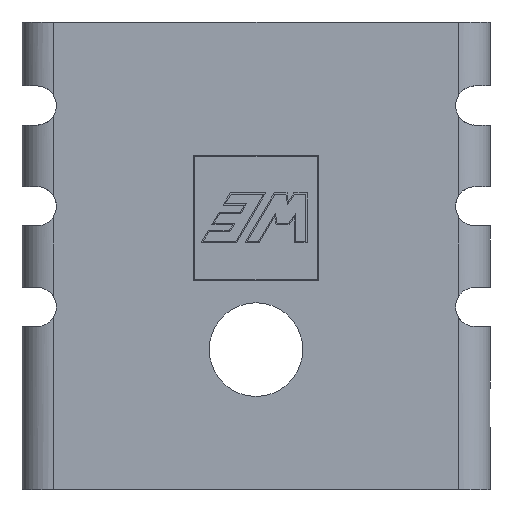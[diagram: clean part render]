
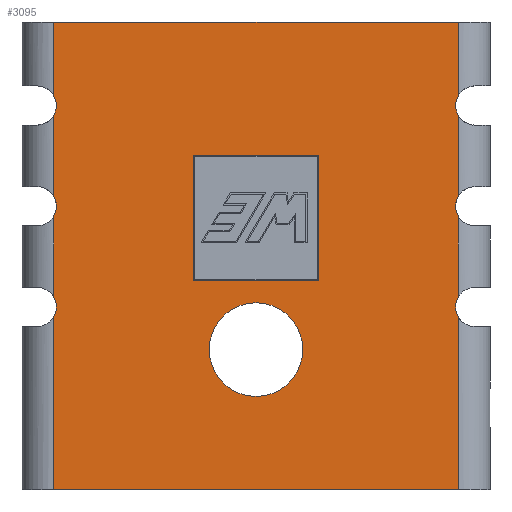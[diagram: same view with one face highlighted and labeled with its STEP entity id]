
A CAD part, front view. The second image highlights one B-rep face of the part: STEP entity #3095.
In plain terms, the highlighted planar face has unit normal (0, -1, 0).
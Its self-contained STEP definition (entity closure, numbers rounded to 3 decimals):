
#142=PLANE('',#3325);
#227=LINE('',#4362,#595);
#231=LINE('',#4371,#599);
#453=LINE('',#4968,#821);
#455=LINE('',#4972,#823);
#457=LINE('',#4976,#825);
#459=LINE('',#4980,#827);
#511=LINE('',#5085,#879);
#512=LINE('',#5086,#880);
#513=LINE('',#5087,#881);
#514=LINE('',#5088,#882);
#515=LINE('',#5089,#883);
#516=LINE('',#5090,#884);
#517=LINE('',#5091,#885);
#518=LINE('',#5092,#886);
#595=VECTOR('',#3504,1000.);
#599=VECTOR('',#3510,1000.);
#821=VECTOR('',#3946,1000.);
#823=VECTOR('',#3950,1000.);
#825=VECTOR('',#3954,1000.);
#827=VECTOR('',#3958,1000.);
#879=VECTOR('',#4066,1000.);
#880=VECTOR('',#4067,1000.);
#881=VECTOR('',#4068,1000.);
#882=VECTOR('',#4069,1000.);
#883=VECTOR('',#4070,1000.);
#884=VECTOR('',#4071,1000.);
#885=VECTOR('',#4072,1000.);
#886=VECTOR('',#4073,1000.);
#1537=ORIENTED_EDGE('',*,*,#2027,.T.);
#1538=ORIENTED_EDGE('',*,*,#1805,.T.);
#1539=ORIENTED_EDGE('',*,*,#1968,.T.);
#1540=ORIENTED_EDGE('',*,*,#1963,.T.);
#1541=ORIENTED_EDGE('',*,*,#2202,.F.);
#1542=ORIENTED_EDGE('',*,*,#1974,.T.);
#1543=ORIENTED_EDGE('',*,*,#1980,.T.);
#1544=ORIENTED_EDGE('',*,*,#2203,.F.);
#1545=ORIENTED_EDGE('',*,*,#1990,.T.);
#1546=ORIENTED_EDGE('',*,*,#1985,.T.);
#1547=ORIENTED_EDGE('',*,*,#2204,.F.);
#1548=ORIENTED_EDGE('',*,*,#1869,.F.);
#1549=ORIENTED_EDGE('',*,*,#2205,.F.);
#1550=ORIENTED_EDGE('',*,*,#2000,.T.);
#1551=ORIENTED_EDGE('',*,*,#1997,.T.);
#1552=ORIENTED_EDGE('',*,*,#2206,.F.);
#1553=ORIENTED_EDGE('',*,*,#2011,.T.);
#1554=ORIENTED_EDGE('',*,*,#2008,.T.);
#1555=ORIENTED_EDGE('',*,*,#2207,.F.);
#1556=ORIENTED_EDGE('',*,*,#2022,.T.);
#1557=ORIENTED_EDGE('',*,*,#2019,.T.);
#1558=ORIENTED_EDGE('',*,*,#2208,.F.);
#1559=ORIENTED_EDGE('',*,*,#1873,.F.);
#1560=ORIENTED_EDGE('',*,*,#2209,.F.);
#1561=ORIENTED_EDGE('',*,*,#2148,.T.);
#1562=ORIENTED_EDGE('',*,*,#2146,.T.);
#1563=ORIENTED_EDGE('',*,*,#2144,.T.);
#1564=ORIENTED_EDGE('',*,*,#2150,.T.);
#1805=EDGE_CURVE('',#2251,#2250,#2535,.T.);
#1869=EDGE_CURVE('',#2314,#2315,#227,.T.);
#1873=EDGE_CURVE('',#2318,#2319,#231,.T.);
#1963=EDGE_CURVE('',#2373,#2372,#2558,.T.);
#1968=EDGE_CURVE('',#2376,#2373,#2561,.T.);
#1974=EDGE_CURVE('',#2381,#2380,#2563,.T.);
#1980=EDGE_CURVE('',#2380,#2385,#2564,.T.);
#1985=EDGE_CURVE('',#2389,#2388,#2566,.T.);
#1990=EDGE_CURVE('',#2392,#2389,#2569,.T.);
#1997=EDGE_CURVE('',#2398,#2397,#2571,.T.);
#2000=EDGE_CURVE('',#2400,#2398,#2573,.T.);
#2008=EDGE_CURVE('',#2406,#2405,#2575,.T.);
#2011=EDGE_CURVE('',#2408,#2406,#2577,.T.);
#2019=EDGE_CURVE('',#2414,#2413,#2579,.T.);
#2022=EDGE_CURVE('',#2416,#2414,#2581,.T.);
#2027=EDGE_CURVE('',#2250,#2251,#2583,.T.);
#2144=EDGE_CURVE('',#2506,#2505,#453,.T.);
#2146=EDGE_CURVE('',#2507,#2506,#455,.T.);
#2148=EDGE_CURVE('',#2508,#2507,#457,.T.);
#2150=EDGE_CURVE('',#2505,#2508,#459,.T.);
#2202=EDGE_CURVE('',#2381,#2372,#511,.T.);
#2203=EDGE_CURVE('',#2392,#2385,#512,.T.);
#2204=EDGE_CURVE('',#2315,#2388,#513,.T.);
#2205=EDGE_CURVE('',#2400,#2314,#514,.T.);
#2206=EDGE_CURVE('',#2408,#2397,#515,.T.);
#2207=EDGE_CURVE('',#2416,#2405,#516,.T.);
#2208=EDGE_CURVE('',#2319,#2413,#517,.T.);
#2209=EDGE_CURVE('',#2376,#2318,#518,.T.);
#2250=VERTEX_POINT('',#4214);
#2251=VERTEX_POINT('',#4216);
#2314=VERTEX_POINT('',#4361);
#2315=VERTEX_POINT('',#4363);
#2318=VERTEX_POINT('',#4370);
#2319=VERTEX_POINT('',#4372);
#2372=VERTEX_POINT('',#4545);
#2373=VERTEX_POINT('',#4547);
#2376=VERTEX_POINT('',#4556);
#2380=VERTEX_POINT('',#4569);
#2381=VERTEX_POINT('',#4571);
#2385=VERTEX_POINT('',#4588);
#2388=VERTEX_POINT('',#4601);
#2389=VERTEX_POINT('',#4603);
#2392=VERTEX_POINT('',#4612);
#2397=VERTEX_POINT('',#4631);
#2398=VERTEX_POINT('',#4633);
#2400=VERTEX_POINT('',#4639);
#2405=VERTEX_POINT('',#4659);
#2406=VERTEX_POINT('',#4661);
#2408=VERTEX_POINT('',#4667);
#2413=VERTEX_POINT('',#4687);
#2414=VERTEX_POINT('',#4689);
#2416=VERTEX_POINT('',#4695);
#2505=VERTEX_POINT('',#4967);
#2506=VERTEX_POINT('',#4969);
#2507=VERTEX_POINT('',#4973);
#2508=VERTEX_POINT('',#4977);
#2535=CIRCLE('',#3153,1.905);
#2558=CIRCLE('',#3223,0.8);
#2561=CIRCLE('',#3227,0.8);
#2563=CIRCLE('',#3230,0.8);
#2564=CIRCLE('',#3232,0.8);
#2566=CIRCLE('',#3235,0.8);
#2569=CIRCLE('',#3239,0.8);
#2571=CIRCLE('',#3242,0.8);
#2573=CIRCLE('',#3245,0.8);
#2575=CIRCLE('',#3248,0.8);
#2577=CIRCLE('',#3251,0.8);
#2579=CIRCLE('',#3254,0.8);
#2581=CIRCLE('',#3257,0.8);
#2583=CIRCLE('',#3260,1.905);
#2725=EDGE_LOOP('',(#1537,#1538));
#2726=EDGE_LOOP('',(#1539,#1540,#1541,#1542,#1543,#1544,#1545,#1546,#1547,
#1548,#1549,#1550,#1551,#1552,#1553,#1554,#1555,#1556,#1557,#1558,#1559,
#1560));
#2727=EDGE_LOOP('',(#1561,#1562,#1563,#1564));
#2900=FACE_BOUND('',#2725,.T.);
#2901=FACE_BOUND('',#2726,.T.);
#2902=FACE_BOUND('',#2727,.T.);
#3095=ADVANCED_FACE('',(#2900,#2901,#2902),#142,.F.);
#3153=AXIS2_PLACEMENT_3D('',#4215,#3387,#3388);
#3223=AXIS2_PLACEMENT_3D('',#4546,#3661,#3662);
#3227=AXIS2_PLACEMENT_3D('',#4555,#3671,#3672);
#3230=AXIS2_PLACEMENT_3D('',#4570,#3680,#3681);
#3232=AXIS2_PLACEMENT_3D('',#4589,#3687,#3688);
#3235=AXIS2_PLACEMENT_3D('',#4602,#3695,#3696);
#3239=AXIS2_PLACEMENT_3D('',#4611,#3705,#3706);
#3242=AXIS2_PLACEMENT_3D('',#4632,#3714,#3715);
#3245=AXIS2_PLACEMENT_3D('',#4638,#3721,#3722);
#3248=AXIS2_PLACEMENT_3D('',#4660,#3731,#3732);
#3251=AXIS2_PLACEMENT_3D('',#4666,#3738,#3739);
#3254=AXIS2_PLACEMENT_3D('',#4688,#3748,#3749);
#3257=AXIS2_PLACEMENT_3D('',#4694,#3755,#3756);
#3260=AXIS2_PLACEMENT_3D('',#4705,#3763,#3764);
#3325=AXIS2_PLACEMENT_3D('',#5084,#4064,#4065);
#3387=DIRECTION('',(0.,1.,0.));
#3388=DIRECTION('',(0.,0.,1.));
#3504=DIRECTION('',(-1.,0.,0.));
#3510=DIRECTION('',(1.,0.,0.));
#3661=DIRECTION('',(0.,1.,0.));
#3662=DIRECTION('',(0.,0.,1.));
#3671=DIRECTION('',(0.,1.,0.));
#3672=DIRECTION('',(0.,0.,1.));
#3680=DIRECTION('',(0.,1.,0.));
#3681=DIRECTION('',(0.,0.,1.));
#3687=DIRECTION('',(0.,1.,0.));
#3688=DIRECTION('',(0.,0.,1.));
#3695=DIRECTION('',(0.,1.,0.));
#3696=DIRECTION('',(0.,0.,1.));
#3705=DIRECTION('',(0.,1.,0.));
#3706=DIRECTION('',(0.,0.,1.));
#3714=DIRECTION('',(0.,1.,0.));
#3715=DIRECTION('',(0.,0.,1.));
#3721=DIRECTION('',(0.,1.,0.));
#3722=DIRECTION('',(0.,0.,1.));
#3731=DIRECTION('',(0.,1.,0.));
#3732=DIRECTION('',(0.,0.,1.));
#3738=DIRECTION('',(0.,1.,0.));
#3739=DIRECTION('',(0.,0.,1.));
#3748=DIRECTION('',(0.,1.,0.));
#3749=DIRECTION('',(0.,0.,1.));
#3755=DIRECTION('',(0.,1.,0.));
#3756=DIRECTION('',(0.,0.,1.));
#3763=DIRECTION('',(0.,1.,0.));
#3764=DIRECTION('',(0.,0.,1.));
#3946=DIRECTION('',(-1.,0.,0.));
#3950=DIRECTION('',(0.,0.,-1.));
#3954=DIRECTION('',(1.,0.,0.));
#3958=DIRECTION('',(0.,0.,1.));
#4064=DIRECTION('',(0.,1.,0.));
#4065=DIRECTION('',(0.,0.,1.));
#4066=DIRECTION('',(0.,0.,1.));
#4067=DIRECTION('',(0.,0.,1.));
#4068=DIRECTION('',(0.,0.,1.));
#4069=DIRECTION('',(0.,0.,-1.));
#4070=DIRECTION('',(0.,0.,-1.));
#4071=DIRECTION('',(0.,0.,-1.));
#4072=DIRECTION('',(0.,0.,-1.));
#4073=DIRECTION('',(0.,0.,1.));
#4214=CARTESIAN_POINT('',(0.,0.,-1.905));
#4215=CARTESIAN_POINT('',(0.,0.,-3.81));
#4216=CARTESIAN_POINT('',(0.,0.,-5.715));
#4361=CARTESIAN_POINT('',(8.225,0.,-9.525));
#4362=CARTESIAN_POINT('',(9.525,0.,-9.525));
#4363=CARTESIAN_POINT('',(-8.225,0.,-9.525));
#4370=CARTESIAN_POINT('',(-8.225,0.,9.525));
#4371=CARTESIAN_POINT('',(-9.525,0.,9.525));
#4372=CARTESIAN_POINT('',(8.225,0.,9.525));
#4545=CARTESIAN_POINT('',(-8.225,0.,5.738));
#4546=CARTESIAN_POINT('',(-8.925,0.,6.125));
#4547=CARTESIAN_POINT('',(-8.125,0.,6.125));
#4555=CARTESIAN_POINT('',(-8.925,0.,6.125));
#4556=CARTESIAN_POINT('',(-8.225,0.,6.512));
#4569=CARTESIAN_POINT('',(-8.125,0.,2.025));
#4570=CARTESIAN_POINT('',(-8.925,0.,2.025));
#4571=CARTESIAN_POINT('',(-8.225,0.,2.412));
#4588=CARTESIAN_POINT('',(-8.225,0.,1.638));
#4589=CARTESIAN_POINT('',(-8.925,0.,2.025));
#4601=CARTESIAN_POINT('',(-8.225,0.,-2.462));
#4602=CARTESIAN_POINT('',(-8.925,0.,-2.075));
#4603=CARTESIAN_POINT('',(-8.125,0.,-2.075));
#4611=CARTESIAN_POINT('',(-8.925,0.,-2.075));
#4612=CARTESIAN_POINT('',(-8.225,0.,-1.688));
#4631=CARTESIAN_POINT('',(8.225,0.,-1.688));
#4632=CARTESIAN_POINT('',(8.925,0.,-2.075));
#4633=CARTESIAN_POINT('',(8.125,0.,-2.075));
#4638=CARTESIAN_POINT('',(8.925,0.,-2.075));
#4639=CARTESIAN_POINT('',(8.225,0.,-2.462));
#4659=CARTESIAN_POINT('',(8.225,0.,2.412));
#4660=CARTESIAN_POINT('',(8.925,0.,2.025));
#4661=CARTESIAN_POINT('',(8.125,0.,2.025));
#4666=CARTESIAN_POINT('',(8.925,0.,2.025));
#4667=CARTESIAN_POINT('',(8.225,0.,1.638));
#4687=CARTESIAN_POINT('',(8.225,0.,6.512));
#4688=CARTESIAN_POINT('',(8.925,0.,6.125));
#4689=CARTESIAN_POINT('',(8.125,0.,6.125));
#4694=CARTESIAN_POINT('',(8.925,0.,6.125));
#4695=CARTESIAN_POINT('',(8.225,0.,5.738));
#4705=CARTESIAN_POINT('',(0.,0.,-3.81));
#4967=CARTESIAN_POINT('',(-2.54,0.,-0.999));
#4968=CARTESIAN_POINT('',(0.,0.,-0.999));
#4969=CARTESIAN_POINT('',(2.54,0.,-0.999));
#4972=CARTESIAN_POINT('',(2.54,0.,1.555));
#4973=CARTESIAN_POINT('',(2.54,0.,4.108));
#4976=CARTESIAN_POINT('',(0.,0.,4.108));
#4977=CARTESIAN_POINT('',(-2.54,0.,4.108));
#4980=CARTESIAN_POINT('',(-2.54,0.,1.555));
#5084=CARTESIAN_POINT('',(0.,0.,0.));
#5085=CARTESIAN_POINT('',(-8.225,0.,0.));
#5086=CARTESIAN_POINT('',(-8.225,0.,0.));
#5087=CARTESIAN_POINT('',(-8.225,0.,0.));
#5088=CARTESIAN_POINT('',(8.225,0.,0.));
#5089=CARTESIAN_POINT('',(8.225,0.,0.));
#5090=CARTESIAN_POINT('',(8.225,0.,0.));
#5091=CARTESIAN_POINT('',(8.225,0.,0.));
#5092=CARTESIAN_POINT('',(-8.225,0.,0.));
